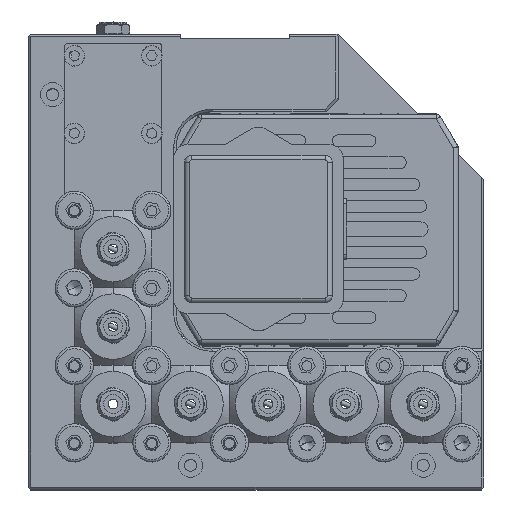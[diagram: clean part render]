
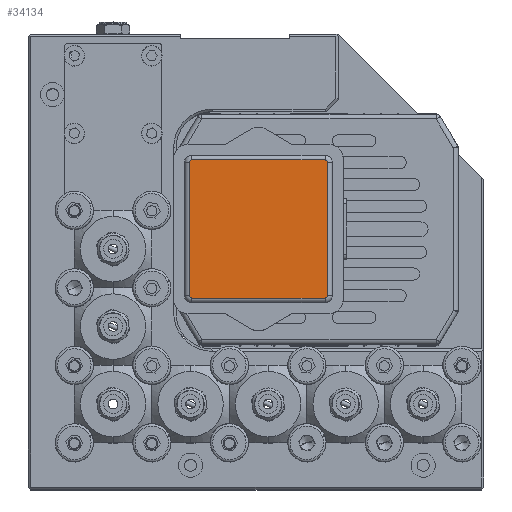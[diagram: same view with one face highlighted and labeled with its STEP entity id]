
A CAD part, top view. The second image highlights one B-rep face of the part: STEP entity #34134.
In plain terms, the highlighted planar face has unit normal (0, 0, 1).
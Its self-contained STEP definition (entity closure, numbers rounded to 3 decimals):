
#1390 = LINE ( 'NONE', #62223, #64444 ) ;
#2735 = DIRECTION ( 'NONE',  ( 0., 0., 1. ) ) ;
#4739 = DIRECTION ( 'NONE',  ( 0., 1., 0. ) ) ;
#5056 = LINE ( 'NONE', #64657, #17474 ) ;
#5920 = PLANE ( 'NONE',  #39752 ) ;
#6122 = ORIENTED_EDGE ( 'NONE', *, *, #77028, .T. ) ;
#8341 = CARTESIAN_POINT ( 'NONE',  ( 32.5, 99.5, 299.5 ) ) ;
#10175 = VERTEX_POINT ( 'NONE', #63222 ) ;
#10305 = CARTESIAN_POINT ( 'NONE',  ( 32.5, 43.5, 299.5 ) ) ;
#12414 = VERTEX_POINT ( 'NONE', #39588 ) ;
#13642 = VECTOR ( 'NONE', #4739, 1000. ) ;
#15145 = DIRECTION ( 'NONE',  ( 0., 0., 1. ) ) ;
#15241 = FACE_OUTER_BOUND ( 'NONE', #21864, .T. ) ;
#15766 = EDGE_CURVE ( 'NONE', #54179, #10175, #5056, .T. ) ;
#17220 = LINE ( 'NONE', #25628, #77354 ) ;
#17474 = VECTOR ( 'NONE', #33159, 1000. ) ;
#17772 = VERTEX_POINT ( 'NONE', #68588 ) ;
#19892 = EDGE_CURVE ( 'NONE', #57182, #54179, #58119, .T. ) ;
#21128 = DIRECTION ( 'NONE',  ( 0., 1., 0. ) ) ;
#21864 = EDGE_LOOP ( 'NONE', ( #46742, #36251, #41862, #78149, #46254, #6122, #31351, #67204 ) ) ;
#22220 = LINE ( 'NONE', #35181, #13642 ) ;
#24066 = CARTESIAN_POINT ( 'NONE',  ( 31.5, 99.5, 299.5 ) ) ;
#24869 = EDGE_CURVE ( 'NONE', #17772, #45151, #25194, .T. ) ;
#25194 = CIRCLE ( 'NONE', #33984, 1. ) ;
#25628 = CARTESIAN_POINT ( 'NONE',  ( 87.5, 100.5, 299.5 ) ) ;
#28176 = EDGE_CURVE ( 'NONE', #10175, #60946, #45299, .T. ) ;
#31351 = ORIENTED_EDGE ( 'NONE', *, *, #19892, .T. ) ;
#31617 = CARTESIAN_POINT ( 'NONE',  ( 88.5, 99.5, 299.5 ) ) ;
#33159 = DIRECTION ( 'NONE',  ( 0., -1., 0. ) ) ;
#33984 = AXIS2_PLACEMENT_3D ( 'NONE', #60562, #54625, #60821 ) ;
#34134 = ADVANCED_FACE ( 'NONE', ( #15241 ), #5920, .F. ) ;
#35181 = CARTESIAN_POINT ( 'NONE',  ( 88.5, 44.5, 299.5 ) ) ;
#36251 = ORIENTED_EDGE ( 'NONE', *, *, #43053, .T. ) ;
#36346 = CARTESIAN_POINT ( 'NONE',  ( 88.5, 44.5, 299.5 ) ) ;
#37287 = CIRCLE ( 'NONE', #76863, 1. ) ;
#38699 = DIRECTION ( 'NONE',  ( 0., 1., 0. ) ) ;
#39588 = CARTESIAN_POINT ( 'NONE',  ( 87.5, 100.5, 299.5 ) ) ;
#39752 = AXIS2_PLACEMENT_3D ( 'NONE', #60963, #78820, #48384 ) ;
#41862 = ORIENTED_EDGE ( 'NONE', *, *, #24869, .T. ) ;
#43053 = EDGE_CURVE ( 'NONE', #60946, #17772, #1390, .T. ) ;
#45151 = VERTEX_POINT ( 'NONE', #36346 ) ;
#45299 = CIRCLE ( 'NONE', #65763, 1. ) ;
#46254 = ORIENTED_EDGE ( 'NONE', *, *, #55037, .T. ) ;
#46742 = ORIENTED_EDGE ( 'NONE', *, *, #28176, .T. ) ;
#48384 = DIRECTION ( 'NONE',  ( 0., 1., 0. ) ) ;
#49703 = DIRECTION ( 'NONE',  ( -1., 0., 0. ) ) ;
#54179 = VERTEX_POINT ( 'NONE', #24066 ) ;
#54625 = DIRECTION ( 'NONE',  ( 0., 0., 1. ) ) ;
#55037 = EDGE_CURVE ( 'NONE', #67852, #12414, #37287, .T. ) ;
#56528 = CARTESIAN_POINT ( 'NONE',  ( 87.5, 99.5, 299.5 ) ) ;
#56573 = DIRECTION ( 'NONE',  ( 0., 0., 1. ) ) ;
#57182 = VERTEX_POINT ( 'NONE', #64511 ) ;
#58119 = CIRCLE ( 'NONE', #64605, 1. ) ;
#58263 = EDGE_CURVE ( 'NONE', #45151, #67852, #22220, .T. ) ;
#60562 = CARTESIAN_POINT ( 'NONE',  ( 87.5, 44.5, 299.5 ) ) ;
#60821 = DIRECTION ( 'NONE',  ( 0., 1., 0. ) ) ;
#60946 = VERTEX_POINT ( 'NONE', #10305 ) ;
#60963 = CARTESIAN_POINT ( 'NONE',  ( 87.5, 44.5, 299.5 ) ) ;
#62223 = CARTESIAN_POINT ( 'NONE',  ( 87.5, 43.5, 299.5 ) ) ;
#62776 = CARTESIAN_POINT ( 'NONE',  ( 32.5, 44.5, 299.5 ) ) ;
#63222 = CARTESIAN_POINT ( 'NONE',  ( 31.5, 44.5, 299.5 ) ) ;
#64444 = VECTOR ( 'NONE', #74702, 1000. ) ;
#64511 = CARTESIAN_POINT ( 'NONE',  ( 32.5, 100.5, 299.5 ) ) ;
#64605 = AXIS2_PLACEMENT_3D ( 'NONE', #8341, #2735, #21128 ) ;
#64657 = CARTESIAN_POINT ( 'NONE',  ( 31.5, 44.5, 299.5 ) ) ;
#65763 = AXIS2_PLACEMENT_3D ( 'NONE', #62776, #56573, #38699 ) ;
#67204 = ORIENTED_EDGE ( 'NONE', *, *, #15766, .T. ) ;
#67852 = VERTEX_POINT ( 'NONE', #31617 ) ;
#68588 = CARTESIAN_POINT ( 'NONE',  ( 87.5, 43.5, 299.5 ) ) ;
#70161 = DIRECTION ( 'NONE',  ( 0., 1., 0. ) ) ;
#74702 = DIRECTION ( 'NONE',  ( 1., 0., 0. ) ) ;
#76863 = AXIS2_PLACEMENT_3D ( 'NONE', #56528, #15145, #70161 ) ;
#77028 = EDGE_CURVE ( 'NONE', #12414, #57182, #17220, .T. ) ;
#77354 = VECTOR ( 'NONE', #49703, 1000. ) ;
#78149 = ORIENTED_EDGE ( 'NONE', *, *, #58263, .T. ) ;
#78820 = DIRECTION ( 'NONE',  ( 0., 0., -1. ) ) ;
